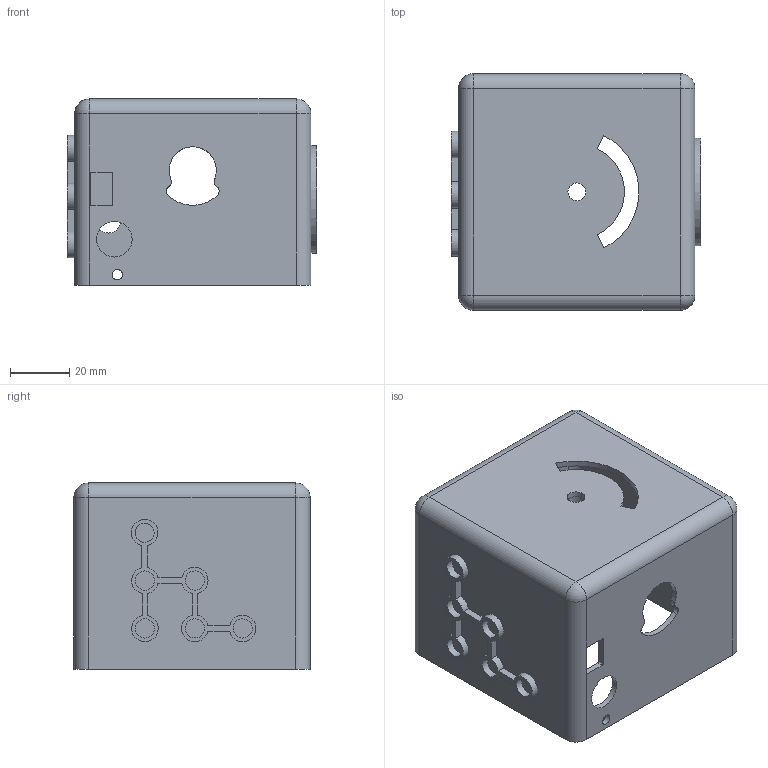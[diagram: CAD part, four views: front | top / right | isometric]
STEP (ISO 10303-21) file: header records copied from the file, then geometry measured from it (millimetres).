
FILE_DESCRIPTION((''),'2;1');
FILE_NAME('body.step','2015-04-11T16:47:29',('Usuario'),(''),'Autodesk Inventor 2013','Autodesk Inventor 2013','');
FILE_SCHEMA(('AUTOMOTIVE_DESIGN { 1 0 10303 214 1 1 1 1 }'));
Length unit declared in the file: millimetre
Products named in the file (1): body
Bounding box: 84.5 x 80 x 63 mm (x, y, z)
Volume: 51085.8 mm3; surface area: 50714.6 mm2
Topology: 1 solids, 1 shells, 142 faces, 342 edges, 213 vertices
Faces by surface type: cylinder 67, plane 67, sphere 8
Full cylindrical faces by diameter (mm): 2 x6, 3.5 x2, 5 x2, 6 x1, 6.5 x6, 7 x1, 8 x1, 12 x1, 15.847 x1, 26.542 x1, 36.504 x1
Entity records: 4131 total; most frequent: DIRECTION 732, CARTESIAN_POINT 715, ORIENTED_EDGE 620, EDGE_CURVE 310, AXIS2_PLACEMENT_3D 281, VERTEX_POINT 212, EDGE_LOOP 204, VECTOR 170
